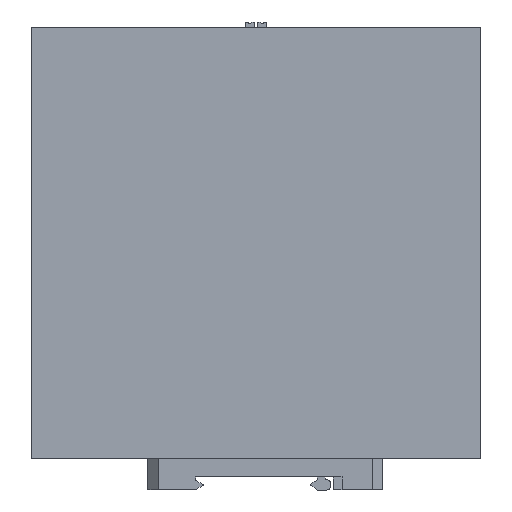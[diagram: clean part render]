
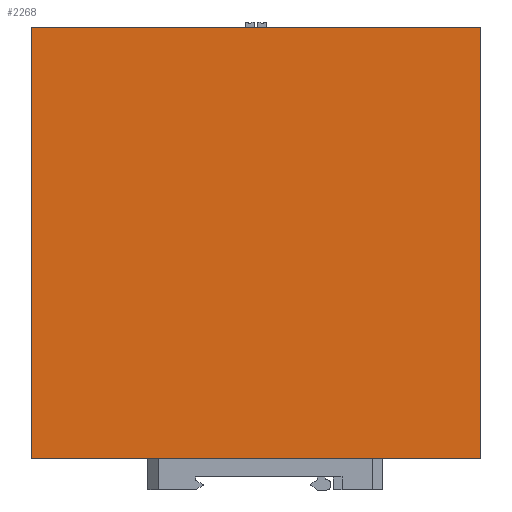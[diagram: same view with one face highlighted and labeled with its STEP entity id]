
A CAD part, left-side view. The second image highlights one B-rep face of the part: STEP entity #2268.
In plain terms, the highlighted planar face has unit normal (-1, 0, 0).
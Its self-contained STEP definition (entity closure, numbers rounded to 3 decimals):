
#2247=AXIS2_PLACEMENT_3D('Plane Axis2P3D',#2244,#2245,#2246) ;
#432=CARTESIAN_POINT('Line Origine',(0.,65.,134.)) ;
#436=CARTESIAN_POINT('Vertex',(0.,0.,134.)) ;
#438=CARTESIAN_POINT('Vertex',(0.,130.,134.)) ;
#551=CARTESIAN_POINT('Vertex',(0.,130.,133.95)) ;
#554=CARTESIAN_POINT('Line Origine',(0.,130.,133.975)) ;
#711=CARTESIAN_POINT('Line Origine',(0.,0.,71.55)) ;
#715=CARTESIAN_POINT('Vertex',(0.,0.,9.1)) ;
#2244=CARTESIAN_POINT('Axis2P3D Location',(0.,65.,9.1)) ;
#2249=CARTESIAN_POINT('Line Origine',(0.,130.,71.525)) ;
#2253=CARTESIAN_POINT('Vertex',(0.,130.,9.1)) ;
#2256=CARTESIAN_POINT('Line Origine',(0.,65.,9.1)) ;
#433=DIRECTION('Vector Direction',(0.,-1.,0.)) ;
#555=DIRECTION('Vector Direction',(0.,0.,1.)) ;
#712=DIRECTION('Vector Direction',(0.,0.,1.)) ;
#2245=DIRECTION('Axis2P3D Direction',(-1.,0.,0.)) ;
#2246=DIRECTION('Axis2P3D XDirection',(0.,1.,0.)) ;
#2250=DIRECTION('Vector Direction',(0.,0.,-1.)) ;
#2257=DIRECTION('Vector Direction',(0.,1.,0.)) ;
#434=VECTOR('Line Direction',#433,1.) ;
#556=VECTOR('Line Direction',#555,1.) ;
#713=VECTOR('Line Direction',#712,1.) ;
#2251=VECTOR('Line Direction',#2250,1.) ;
#2258=VECTOR('Line Direction',#2257,1.) ;
#2262=ORIENTED_EDGE('',*,*,#717,.T.) ;
#2263=ORIENTED_EDGE('',*,*,#440,.T.) ;
#2264=ORIENTED_EDGE('',*,*,#558,.F.) ;
#2265=ORIENTED_EDGE('',*,*,#2255,.T.) ;
#2266=ORIENTED_EDGE('',*,*,#2260,.T.) ;
#2268=ADVANCED_FACE('PRO ECO',(#2267),#2248,.T.) ;
#440=EDGE_CURVE('',#437,#439,#435,.F.) ;
#558=EDGE_CURVE('',#552,#439,#557,.T.) ;
#717=EDGE_CURVE('',#716,#437,#714,.T.) ;
#2255=EDGE_CURVE('',#552,#2254,#2252,.T.) ;
#2260=EDGE_CURVE('',#2254,#716,#2259,.F.) ;
#2261=EDGE_LOOP('',(#2262,#2263,#2264,#2265,#2266)) ;
#2267=FACE_OUTER_BOUND('',#2261,.T.) ;
#435=LINE('Line',#432,#434) ;
#557=LINE('Line',#554,#556) ;
#714=LINE('Line',#711,#713) ;
#2252=LINE('Line',#2249,#2251) ;
#2259=LINE('Line',#2256,#2258) ;
#2248=PLANE('',#2247) ;
#437=VERTEX_POINT('',#436) ;
#439=VERTEX_POINT('',#438) ;
#552=VERTEX_POINT('',#551) ;
#716=VERTEX_POINT('',#715) ;
#2254=VERTEX_POINT('',#2253) ;
